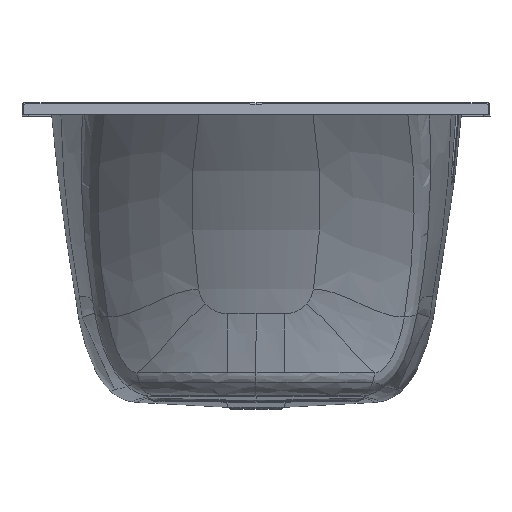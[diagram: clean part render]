
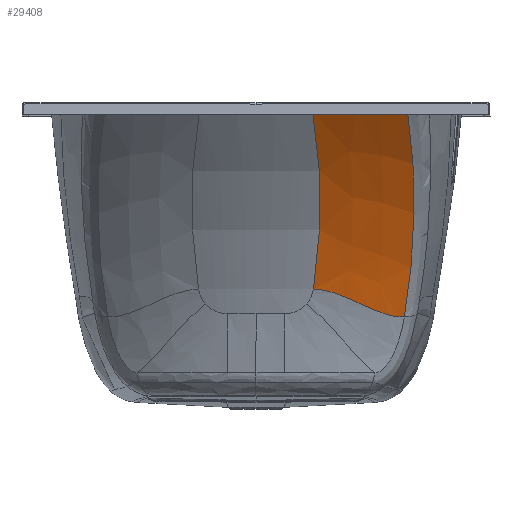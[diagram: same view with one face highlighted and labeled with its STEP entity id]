
A CAD part, top view. The second image highlights one B-rep face of the part: STEP entity #29408.
In plain terms, the highlighted free-form (B-spline) face has degree [3, 3] with [4, 10] control points.
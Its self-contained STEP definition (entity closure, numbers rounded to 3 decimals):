
#6152=CARTESIAN_POINT('',(96.876,-13.737,842.721));
#6153=CARTESIAN_POINT('',(97.95,-19.861,837.223));
#6154=CARTESIAN_POINT('',(99.947,-32.181,826.413));
#6155=CARTESIAN_POINT('',(102.541,-50.867,810.743));
#6156=CARTESIAN_POINT('',(104.722,-69.708,795.653));
#6157=CARTESIAN_POINT('',(106.5,-88.667,781.162));
#6158=CARTESIAN_POINT('',(107.879,-107.697,767.292));
#6159=CARTESIAN_POINT('',(108.862,-126.756,754.059));
#6160=CARTESIAN_POINT('',(109.456,-145.797,741.475));
#6161=CARTESIAN_POINT('',(109.67,-164.767,729.555));
#6162=CARTESIAN_POINT('',(109.514,-183.646,718.288));
#6163=CARTESIAN_POINT('',(108.996,-202.461,707.637));
#6164=CARTESIAN_POINT('',(108.123,-221.232,697.571));
#6165=CARTESIAN_POINT('',(106.897,-239.976,688.068));
#6166=CARTESIAN_POINT('',(105.319,-258.731,679.094));
#6167=CARTESIAN_POINT('',(103.381,-277.549,670.618));
#6168=CARTESIAN_POINT('',(101.078,-296.47,662.615));
#6169=CARTESIAN_POINT('',(99.28,-309.197,657.576));
#6170=CARTESIAN_POINT('',(98.322,-315.584,655.132));
#6245=CARTESIAN_POINT('',(96.876,-13.737,842.721));
#6246=CARTESIAN_POINT('',(104.858,-13.735,841.519));
#6247=CARTESIAN_POINT('',(120.488,-13.731,838.945));
#6248=CARTESIAN_POINT('',(143.365,-13.726,834.477));
#6249=CARTESIAN_POINT('',(165.242,-13.722,829.499));
#6250=CARTESIAN_POINT('',(186.103,-13.72,824.043));
#6251=CARTESIAN_POINT('',(205.915,-13.719,818.157));
#6252=CARTESIAN_POINT('',(224.653,-13.72,811.894));
#6253=CARTESIAN_POINT('',(242.34,-13.724,805.301));
#6254=CARTESIAN_POINT('',(253.709,-13.73,800.608));
#6255=CARTESIAN_POINT('',(259.222,-13.733,798.216));
#6295=CARTESIAN_POINT('',(253.557,-363.421,570.681));
#6296=CARTESIAN_POINT('',(254.479,-358.023,572.356));
#6297=CARTESIAN_POINT('',(256.255,-347.179,575.891));
#6298=CARTESIAN_POINT('',(258.7,-330.814,581.742));
#6299=CARTESIAN_POINT('',(260.933,-314.285,588.178));
#6300=CARTESIAN_POINT('',(262.949,-297.564,595.229));
#6301=CARTESIAN_POINT('',(264.745,-280.612,602.931));
#6302=CARTESIAN_POINT('',(266.314,-263.385,611.329));
#6303=CARTESIAN_POINT('',(267.643,-245.878,620.451));
#6304=CARTESIAN_POINT('',(268.72,-228.078,630.333));
#6305=CARTESIAN_POINT('',(269.532,-209.975,641.009));
#6306=CARTESIAN_POINT('',(270.063,-191.565,652.513));
#6307=CARTESIAN_POINT('',(270.296,-172.825,664.894));
#6308=CARTESIAN_POINT('',(270.215,-153.742,678.196));
#6309=CARTESIAN_POINT('',(269.796,-134.295,692.48));
#6310=CARTESIAN_POINT('',(269.015,-114.518,707.766));
#6311=CARTESIAN_POINT('',(267.858,-94.507,724.023));
#6312=CARTESIAN_POINT('',(266.319,-74.342,741.219));
#6313=CARTESIAN_POINT('',(264.385,-54.103,759.32));
#6314=CARTESIAN_POINT('',(262.045,-33.864,778.293));
#6315=CARTESIAN_POINT('',(260.209,-20.432,791.483));
#6316=CARTESIAN_POINT('',(259.222,-13.733,798.216));
#6318=CARTESIAN_POINT('',(259.222,-13.733,798.216));
#9097=CARTESIAN_POINT('',(98.322,-315.584,655.132));
#9098=CARTESIAN_POINT('',(157.567,-319.029,640.903));
#9099=CARTESIAN_POINT('',(202.891,-365.008,604.66));
#9100=CARTESIAN_POINT('',(253.557,-363.421,570.681));
#15741=VERTEX_POINT('',#6152);
#15742=VERTEX_POINT('',#6170);
#15749=VERTEX_POINT('',#6318);
#15750=VERTEX_POINT('',#6295);
#29359=CARTESIAN_POINT('',(260.312,-10.772,
800.539));
#29360=CARTESIAN_POINT('',(264.052,-35.556,
775.423));
#29361=CARTESIAN_POINT('',(268.453,-74.459,
739.164));
#29362=CARTESIAN_POINT('',(271.451,-129.782,
694.572));
#29363=CARTESIAN_POINT('',(272.118,-173.092,
663.272));
#29364=CARTESIAN_POINT('',(271.04,-218.153,
634.556));
#29365=CARTESIAN_POINT('',(268.034,-264.943,
608.889));
#29366=CARTESIAN_POINT('',(262.775,-314.639,
586.23));
#29367=CARTESIAN_POINT('',(257.57,-349.21,
573.921));
#29368=CARTESIAN_POINT('',(254.4,-367.345,
568.433));
#29369=CARTESIAN_POINT('',(207.617,-10.806,
823.396));
#29370=CARTESIAN_POINT('',(211.142,-35.851,
799.408));
#29371=CARTESIAN_POINT('',(215.204,-75.263,
764.911));
#29372=CARTESIAN_POINT('',(217.938,-131.334,
722.761));
#29373=CARTESIAN_POINT('',(218.549,-175.178,
693.288));
#29374=CARTESIAN_POINT('',(217.598,-220.678,666.299));
#29375=CARTESIAN_POINT('',(214.927,-267.74,
642.124));
#29376=CARTESIAN_POINT('',(210.229,-317.484,
620.567));
#29377=CARTESIAN_POINT('',(205.543,-351.908,
608.546));
#29378=CARTESIAN_POINT('',(202.671,-369.925,
603.044));
#29379=CARTESIAN_POINT('',(151.239,-9.215,
838.716));
#29380=CARTESIAN_POINT('',(155.731,-31.507,
817.825));
#29381=CARTESIAN_POINT('',(161.239,-66.34,
787.707));
#29382=CARTESIAN_POINT('',(165.794,-115.448,
750.604));
#29383=CARTESIAN_POINT('',(167.704,-153.645,
724.446));
#29384=CARTESIAN_POINT('',(167.978,-193.096,
700.201));
#29385=CARTESIAN_POINT('',(166.479,-233.729,
678.08));
#29386=CARTESIAN_POINT('',(162.975,-276.529,
657.774));
#29387=CARTESIAN_POINT('',(159.141,-306.074,
645.886));
#29388=CARTESIAN_POINT('',(156.743,-321.533,
640.235));
#29389=CARTESIAN_POINT('',(94.409,-9.245,
847.02));
#29390=CARTESIAN_POINT('',(98.417,-31.48,
826.864));
#29391=CARTESIAN_POINT('',(103.167,-66.232,
797.825));
#29392=CARTESIAN_POINT('',(106.772,-115.144,
762.068));
#29393=CARTESIAN_POINT('',(108.034,-153.117,
736.84));
#29394=CARTESIAN_POINT('',(107.768,-192.241,
713.397));
#29395=CARTESIAN_POINT('',(105.878,-232.419,
691.887));
#29396=CARTESIAN_POINT('',(102.175,-274.608,
671.931));
#29397=CARTESIAN_POINT('',(98.375,-303.65,
660.024));
#29398=CARTESIAN_POINT('',(96.04,-318.832,
654.28));
#29399=B_SPLINE_SURFACE_WITH_KNOTS('',3,3,((#29359,#29360,#29361,#29362,#29363,
#29364,#29365,#29366,#29367,#29368),(#29369,#29370,#29371,#29372,#29373,#29374,
#29375,#29376,#29377,#29378),(#29379,#29380,#29381,#29382,#29383,#29384,#29385,
#29386,#29387,#29388),(#29389,#29390,#29391,#29392,#29393,#29394,#29395,#29396,
#29397,#29398)),.UNSPECIFIED.,.F.,.F.,.F.,(4,4),(4,1,1,1,1,1,1,4),(
-0.01,1.01),(0.001,0.25,0.375,0.5,
0.625,0.75,0.875,1.01),.UNSPECIFIED.);
#29400=ORIENTED_EDGE('',*,*,#29350,.T.);
#29402=ORIENTED_EDGE('',*,*,#29401,.F.);
#29404=ORIENTED_EDGE('',*,*,#29403,.F.);
#29405=ORIENTED_EDGE('',*,*,#29266,.F.);
#29406=EDGE_LOOP('',(#29400,#29402,#29404,#29405));
#29407=FACE_OUTER_BOUND('',#29406,.F.);
#29408=ADVANCED_FACE('',(#29407),#29399,.T.);
#6171=B_SPLINE_CURVE_WITH_KNOTS('',3,(#6152,#6153,#6154,#6155,#6156,#6157,#6158,
#6159,#6160,#6161,#6162,#6163,#6164,#6165,#6166,#6167,#6168,#6169,#6170),
.UNSPECIFIED.,.F.,.F.,(4,1,1,1,1,1,1,1,1,1,1,1,1,1,1,1,4),(0.,0.063,0.125,
0.188,0.25,0.313,0.375,0.438,0.5,0.563,0.625,0.688,
0.75,0.813,0.875,0.938,1.),.UNSPECIFIED.);
#6256=B_SPLINE_CURVE_WITH_KNOTS('',3,(#6245,#6246,#6247,#6248,#6249,#6250,#6251,
#6252,#6253,#6254,#6255),.UNSPECIFIED.,.F.,.F.,(4,1,1,1,1,1,1,1,4),(0.,
0.143,0.281,0.414,0.542,
0.664,0.781,0.893,1.),.UNSPECIFIED.);
#6317=B_SPLINE_CURVE_WITH_KNOTS('',3,(#6295,#6296,#6297,#6298,#6299,#6300,#6301,
#6302,#6303,#6304,#6305,#6306,#6307,#6308,#6309,#6310,#6311,#6312,#6313,#6314,
#6315,#6316),.UNSPECIFIED.,.F.,.F.,(4,1,1,1,1,1,1,1,1,1,1,1,1,1,1,1,1,1,1,4),(
0.,0.053,0.105,0.158,0.211,
0.263,0.316,0.368,0.421,
0.474,0.526,0.579,0.632,
0.684,0.737,0.789,0.842,
0.895,0.947,1.),.UNSPECIFIED.);
#9101=B_SPLINE_CURVE_WITH_KNOTS('',3,(#9097,#9098,#9099,#9100),.UNSPECIFIED.,
.F.,.F.,(4,4),(0.,1.),.UNSPECIFIED.);
#29266=EDGE_CURVE('',#15741,#15742,#6171,.T.);
#29350=EDGE_CURVE('',#15741,#15749,#6256,.T.);
#29401=EDGE_CURVE('',#15750,#15749,#6317,.T.);
#29403=EDGE_CURVE('',#15742,#15750,#9101,.T.);
